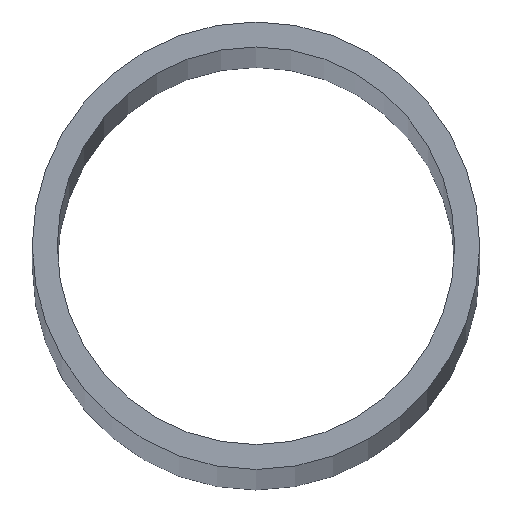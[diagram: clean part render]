
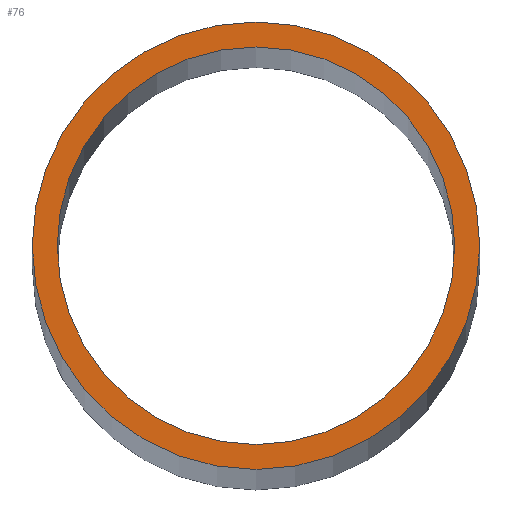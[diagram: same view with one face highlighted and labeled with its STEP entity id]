
A CAD part, top view. The second image highlights one B-rep face of the part: STEP entity #76.
In plain terms, the highlighted planar face has unit normal (0, 0, 1).
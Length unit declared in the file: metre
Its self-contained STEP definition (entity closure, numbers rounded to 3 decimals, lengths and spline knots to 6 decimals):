
#76 = ADVANCED_FACE( '', ( #83, #84 ), #85, .T. );
#83 = FACE_BOUND( '', #95, .T. );
#84 = FACE_OUTER_BOUND( '', #96, .T. );
#85 = PLANE( '', #97 );
#95 = EDGE_LOOP( '', ( #109 ) );
#96 = EDGE_LOOP( '', ( #110 ) );
#97 = AXIS2_PLACEMENT_3D( '', #111, #112, #113 );
#109 = ORIENTED_EDGE( '', *, *, #126, .F. );
#110 = ORIENTED_EDGE( '', *, *, #127, .T. );
#111 = CARTESIAN_POINT( '', ( 0., 0., 3. ) );
#112 = DIRECTION( '', ( 0., 0., 1. ) );
#113 = DIRECTION( '', ( 1., 0., 0. ) );
#126 = EDGE_CURVE( '', #132, #132, #133, .T. );
#127 = EDGE_CURVE( '', #134, #134, #135, .T. );
#132 = VERTEX_POINT( '', #140 );
#133 = CIRCLE( '', #141, 0.050775 );
#134 = VERTEX_POINT( '', #142 );
#135 = CIRCLE( '', #143, 0.05715 );
#140 = CARTESIAN_POINT( '', ( 0.050775, 0., 3. ) );
#141 = AXIS2_PLACEMENT_3D( '', #150, #151, #152 );
#142 = CARTESIAN_POINT( '', ( 0.05715, 0., 3. ) );
#143 = AXIS2_PLACEMENT_3D( '', #153, #154, #155 );
#150 = CARTESIAN_POINT( '', ( 0., 0., 3. ) );
#151 = DIRECTION( '', ( 0., 0., 1. ) );
#152 = DIRECTION( '', ( 1., 0., 0. ) );
#153 = CARTESIAN_POINT( '', ( 0., 0., 3. ) );
#154 = DIRECTION( '', ( 0., 0., 1. ) );
#155 = DIRECTION( '', ( 1., 0., 0. ) );
